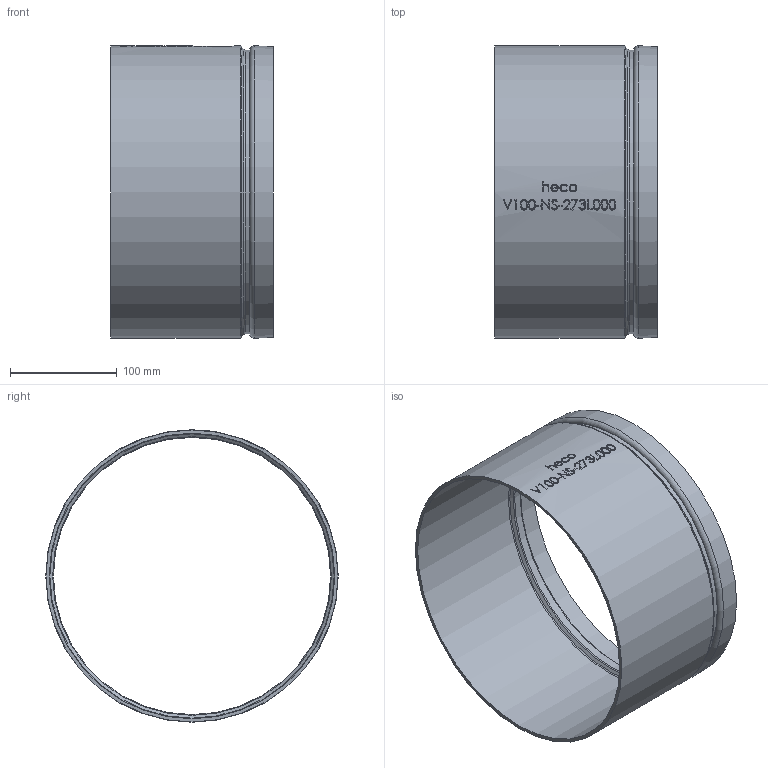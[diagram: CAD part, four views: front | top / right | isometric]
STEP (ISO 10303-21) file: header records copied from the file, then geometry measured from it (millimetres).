
FILE_DESCRIPTION (( 'STEP AP214' ), '1' );
FILE_NAME ('V100-NS-273L000-x Typ494 DN250 1000 Ø273,0 1812.STEP', '2018-12-20T08:31:18', ( '' ), ( '' ), 'SwSTEP 2.0', 'SolidWorks 2016', '' );
FILE_SCHEMA (( 'AUTOMOTIVE_DESIGN' ));
Length unit declared in the file: inch
Products named in the file (1): V100-NS-273L000-x Typ494 DN250 1000 Ø273,0 1812
Bounding box: 152.4 x 273.42 x 273.42 mm (x, y, z)
Volume: 399362.2 mm3; surface area: 270555.2 mm2
Topology: 1 solids, 1 shells, 227 faces, 585 edges, 388 vertices
Faces by surface type: bspline 115, plane 71, cylinder 30, torus 7, cone 4
Full cylindrical faces by diameter (mm): 259.182 x1, 265.176 x1, 267.056 x1, 273.05 x1
Entity records: 16202 total; most frequent: CARTESIAN_POINT 8902, ORIENTED_EDGE 1130, DIRECTION 588, EDGE_CURVE 565, VERTEX_POINT 383, EDGE_LOOP 272, B_SPLINE_CURVE_WITH_KNOTS 264, LINE 240
